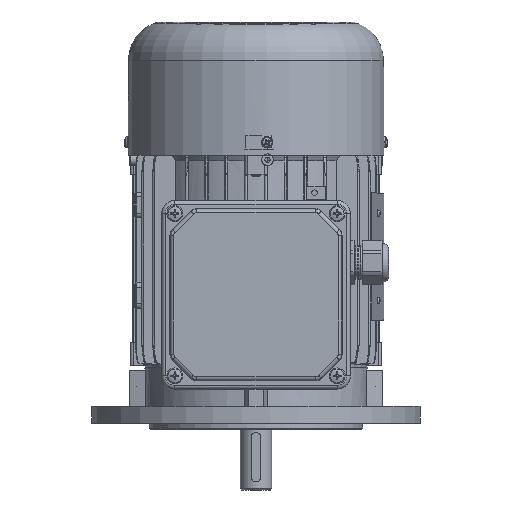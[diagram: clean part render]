
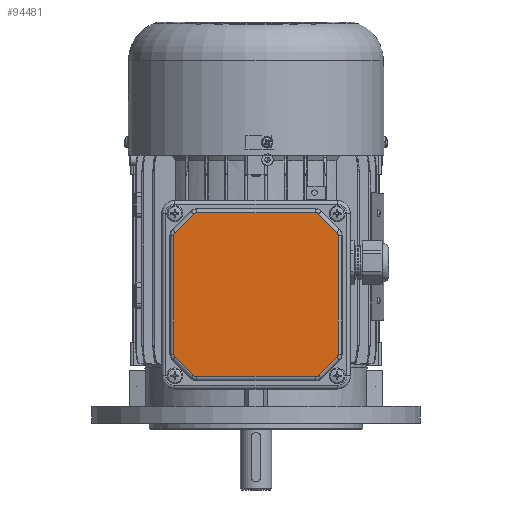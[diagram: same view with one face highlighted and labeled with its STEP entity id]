
A CAD part, left-side view. The second image highlights one B-rep face of the part: STEP entity #94481.
In plain terms, the highlighted face is planar.
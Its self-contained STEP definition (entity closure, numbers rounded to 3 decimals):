
#94244=CARTESIAN_POINT('',(19.191,8.233,15.));
#94245=VERTEX_POINT('',#94244);
#94246=CARTESIAN_POINT('',(8.233,19.191,15.));
#94247=VERTEX_POINT('',#94246);
#94248=CARTESIAN_POINT('',(19.191,8.233,15.));
#94249=DIRECTION('',(-0.707,0.707,0.0));
#94250=VECTOR('',#94249,15.497);
#94251=LINE('',#94248,#94250);
#94252=EDGE_CURVE('',#94245,#94247,#94251,.T.);
#94286=CARTESIAN_POINT('',(106.267,19.191,15.));
#94287=VERTEX_POINT('',#94286);
#94288=CARTESIAN_POINT('',(95.309,8.233,15.));
#94289=VERTEX_POINT('',#94288);
#94290=CARTESIAN_POINT('',(106.267,19.191,15.));
#94291=DIRECTION('',(-0.707,-0.707,0.0));
#94292=VECTOR('',#94291,15.497);
#94293=LINE('',#94290,#94292);
#94294=EDGE_CURVE('',#94287,#94289,#94293,.T.);
#94328=CARTESIAN_POINT('',(8.233,95.309,15.));
#94329=VERTEX_POINT('',#94328);
#94330=CARTESIAN_POINT('',(19.191,106.267,15.));
#94331=VERTEX_POINT('',#94330);
#94332=CARTESIAN_POINT('',(8.233,95.309,15.));
#94333=DIRECTION('',(0.707,0.707,0.0));
#94334=VECTOR('',#94333,15.497);
#94335=LINE('',#94332,#94334);
#94336=EDGE_CURVE('',#94329,#94331,#94335,.T.);
#94365=CARTESIAN_POINT('',(57.25,57.25,15.));
#94366=DIRECTION('',(0.0,0.0,1.0));
#94367=DIRECTION('',(1.0,0.0,0.0));
#94368=AXIS2_PLACEMENT_3D('',#94365,#94366,#94367);
#94369=PLANE('',#94368);
#94370=ORIENTED_EDGE('',*,*,#94336,.F.);
#94371=CARTESIAN_POINT('',(7.428,93.365,15.));
#94372=VERTEX_POINT('',#94371);
#94373=CARTESIAN_POINT('',(10.178,93.365,15.));
#94374=DIRECTION('',(0.0,0.0,-1.0));
#94375=DIRECTION('',(-0.924,0.383,0.0));
#94376=AXIS2_PLACEMENT_3D('',#94373,#94374,#94375);
#94377=ELLIPSE('',#94376,2.751,2.75);
#94378=EDGE_CURVE('',#94372,#94329,#94377,.T.);
#94379=ORIENTED_EDGE('',*,*,#94378,.F.);
#94380=CARTESIAN_POINT('',(7.428,21.135,15.));
#94381=VERTEX_POINT('',#94380);
#94382=CARTESIAN_POINT('',(7.428,21.135,15.));
#94383=DIRECTION('',(0.0,1.0,0.0));
#94384=VECTOR('',#94383,72.231);
#94385=LINE('',#94382,#94384);
#94386=EDGE_CURVE('',#94381,#94372,#94385,.T.);
#94387=ORIENTED_EDGE('',*,*,#94386,.F.);
#94388=CARTESIAN_POINT('',(10.178,21.135,15.));
#94389=DIRECTION('',(0.0,0.0,-1.));
#94390=DIRECTION('',(-0.924,-0.383,0.0));
#94391=AXIS2_PLACEMENT_3D('',#94388,#94389,#94390);
#94392=ELLIPSE('',#94391,2.751,2.75);
#94393=EDGE_CURVE('',#94247,#94381,#94392,.T.);
#94394=ORIENTED_EDGE('',*,*,#94393,.F.);
#94395=ORIENTED_EDGE('',*,*,#94252,.F.);
#94396=CARTESIAN_POINT('',(21.135,7.428,15.));
#94397=VERTEX_POINT('',#94396);
#94398=CARTESIAN_POINT('',(21.135,10.178,15.));
#94399=DIRECTION('',(0.0,0.0,-1.0));
#94400=DIRECTION('',(-0.383,-0.924,0.0));
#94401=AXIS2_PLACEMENT_3D('',#94398,#94399,#94400);
#94402=ELLIPSE('',#94401,2.751,2.75);
#94403=EDGE_CURVE('',#94397,#94245,#94402,.T.);
#94404=ORIENTED_EDGE('',*,*,#94403,.F.);
#94405=CARTESIAN_POINT('',(93.365,7.428,15.));
#94406=VERTEX_POINT('',#94405);
#94407=CARTESIAN_POINT('',(93.365,7.428,15.));
#94408=DIRECTION('',(-1.0,0.0,0.0));
#94409=VECTOR('',#94408,72.231);
#94410=LINE('',#94407,#94409);
#94411=EDGE_CURVE('',#94406,#94397,#94410,.T.);
#94412=ORIENTED_EDGE('',*,*,#94411,.F.);
#94413=CARTESIAN_POINT('',(93.365,10.178,15.));
#94414=DIRECTION('',(0.0,0.0,-1.0));
#94415=DIRECTION('',(0.383,-0.924,0.0));
#94416=AXIS2_PLACEMENT_3D('',#94413,#94414,#94415);
#94417=ELLIPSE('',#94416,2.751,2.75);
#94418=EDGE_CURVE('',#94289,#94406,#94417,.T.);
#94419=ORIENTED_EDGE('',*,*,#94418,.F.);
#94420=ORIENTED_EDGE('',*,*,#94294,.F.);
#94421=CARTESIAN_POINT('',(107.072,21.135,15.));
#94422=VERTEX_POINT('',#94421);
#94423=CARTESIAN_POINT('',(104.322,21.135,15.));
#94424=DIRECTION('',(0.0,0.0,-1.));
#94425=DIRECTION('',(0.924,-0.383,0.0));
#94426=AXIS2_PLACEMENT_3D('',#94423,#94424,#94425);
#94427=ELLIPSE('',#94426,2.751,2.75);
#94428=EDGE_CURVE('',#94422,#94287,#94427,.T.);
#94429=ORIENTED_EDGE('',*,*,#94428,.F.);
#94430=CARTESIAN_POINT('',(107.072,93.365,15.));
#94431=VERTEX_POINT('',#94430);
#94432=CARTESIAN_POINT('',(107.072,93.365,15.));
#94433=DIRECTION('',(0.0,-1.0,0.0));
#94434=VECTOR('',#94433,72.231);
#94435=LINE('',#94432,#94434);
#94436=EDGE_CURVE('',#94431,#94422,#94435,.T.);
#94437=ORIENTED_EDGE('',*,*,#94436,.F.);
#94438=CARTESIAN_POINT('',(106.267,95.309,15.));
#94439=VERTEX_POINT('',#94438);
#94440=CARTESIAN_POINT('',(104.322,93.365,15.));
#94441=DIRECTION('',(0.0,0.0,-1.));
#94442=DIRECTION('',(0.924,0.383,0.0));
#94443=AXIS2_PLACEMENT_3D('',#94440,#94441,#94442);
#94444=ELLIPSE('',#94443,2.751,2.75);
#94445=EDGE_CURVE('',#94439,#94431,#94444,.T.);
#94446=ORIENTED_EDGE('',*,*,#94445,.F.);
#94447=CARTESIAN_POINT('',(95.309,106.267,15.));
#94448=VERTEX_POINT('',#94447);
#94449=CARTESIAN_POINT('',(95.309,106.267,15.));
#94450=DIRECTION('',(0.707,-0.707,0.0));
#94451=VECTOR('',#94450,15.497);
#94452=LINE('',#94449,#94451);
#94453=EDGE_CURVE('',#94448,#94439,#94452,.T.);
#94454=ORIENTED_EDGE('',*,*,#94453,.F.);
#94455=CARTESIAN_POINT('',(93.365,107.072,15.));
#94456=VERTEX_POINT('',#94455);
#94457=CARTESIAN_POINT('',(93.365,104.322,15.));
#94458=DIRECTION('',(0.0,0.0,-1.));
#94459=DIRECTION('',(0.383,0.924,0.0));
#94460=AXIS2_PLACEMENT_3D('',#94457,#94458,#94459);
#94461=ELLIPSE('',#94460,2.751,2.75);
#94462=EDGE_CURVE('',#94456,#94448,#94461,.T.);
#94463=ORIENTED_EDGE('',*,*,#94462,.F.);
#94464=CARTESIAN_POINT('',(21.135,107.072,15.));
#94465=VERTEX_POINT('',#94464);
#94466=CARTESIAN_POINT('',(21.135,107.072,15.));
#94467=DIRECTION('',(1.0,0.0,0.0));
#94468=VECTOR('',#94467,72.231);
#94469=LINE('',#94466,#94468);
#94470=EDGE_CURVE('',#94465,#94456,#94469,.T.);
#94471=ORIENTED_EDGE('',*,*,#94470,.F.);
#94472=CARTESIAN_POINT('',(21.135,104.322,15.));
#94473=DIRECTION('',(0.0,0.0,-1.));
#94474=DIRECTION('',(-0.383,0.924,0.0));
#94475=AXIS2_PLACEMENT_3D('',#94472,#94473,#94474);
#94476=ELLIPSE('',#94475,2.751,2.75);
#94477=EDGE_CURVE('',#94331,#94465,#94476,.T.);
#94478=ORIENTED_EDGE('',*,*,#94477,.F.);
#94479=EDGE_LOOP('',(#94370,#94379,#94387,#94394,#94395,#94404,#94412,#94419,#94420,#94429,#94437,#94446,#94454,#94463,#94471,#94478));
#94480=FACE_OUTER_BOUND('',#94479,.T.);
#94481=ADVANCED_FACE('',(#94480),#94369,.T.);
